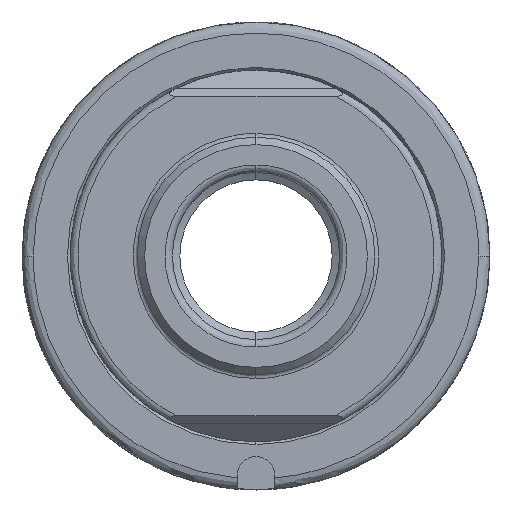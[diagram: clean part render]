
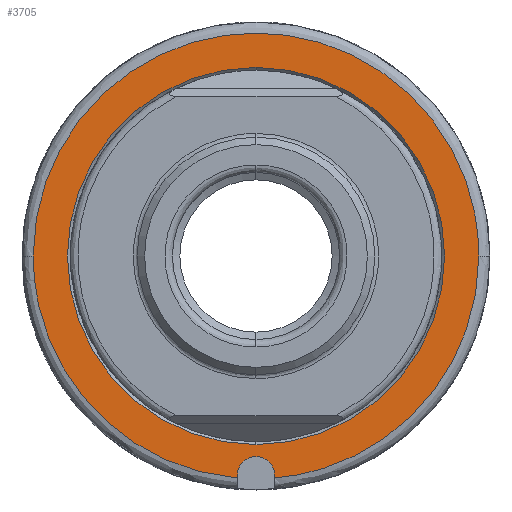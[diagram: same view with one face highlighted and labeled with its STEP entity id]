
A CAD part, left-side view. The second image highlights one B-rep face of the part: STEP entity #3705.
In plain terms, the highlighted planar face has unit normal (-1, 0, 0).
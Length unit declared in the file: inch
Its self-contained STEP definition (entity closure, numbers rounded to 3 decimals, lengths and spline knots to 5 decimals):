
#28 = EDGE_CURVE ( 'NONE', #9495, #8967, #1824, .T. ) ;
#75 = EDGE_CURVE ( 'NONE', #8765, #8617, #4701, .T. ) ;
#278 = VERTEX_POINT ( 'NONE', #895 ) ;
#303 = CARTESIAN_POINT ( 'NONE',  ( 0., 1.24016, -0.09843 ) ) ;
#372 = VERTEX_POINT ( 'NONE', #2947 ) ;
#383 = AXIS2_PLACEMENT_3D ( 'NONE', #5883, #8957, #2120 ) ;
#442 = ORIENTED_EDGE ( 'NONE', *, *, #28, .T. ) ;
#452 = CARTESIAN_POINT ( 'NONE',  ( 0., 1.17699, 0.09843 ) ) ;
#650 = CARTESIAN_POINT ( 'NONE',  ( 0., 0.64694, -1.1811 ) ) ;
#810 = EDGE_CURVE ( 'NONE', #8617, #8765, #1675, .T. ) ;
#838 = DIRECTION ( 'NONE',  ( 0., -1., 0. ) ) ;
#895 = CARTESIAN_POINT ( 'NONE',  ( 0., 1.17699, 0.09843 ) ) ;
#1313 = DIRECTION ( 'NONE',  ( 1., 0., 0. ) ) ;
#1326 = AXIS2_PLACEMENT_3D ( 'NONE', #6799, #9073, #838 ) ;
#1370 = CARTESIAN_POINT ( 'NONE',  ( 0., -0.69187, 1.1811 ) ) ;
#1466 = CARTESIAN_POINT ( 'NONE',  ( 0., 0., -1.1811 ) ) ;
#1675 = CIRCLE ( 'NONE', #9004, 0.99953 ) ;
#1824 = CIRCLE ( 'NONE', #5177, 0.09843 ) ;
#1875 = CARTESIAN_POINT ( 'NONE',  ( 0., -0.99953, 0. ) ) ;
#1879 = CARTESIAN_POINT ( 'NONE',  ( 0., 1.24016, 0.09843 ) ) ;
#1888 = EDGE_CURVE ( 'NONE', #372, #9446, #9475, .T. ) ;
#1983 = DIRECTION ( 'NONE',  ( 0., 0., -1. ) ) ;
#2120 = DIRECTION ( 'NONE',  ( 0., -1., 0. ) ) ;
#2383 = FACE_OUTER_BOUND ( 'NONE', #8606, .T. ) ;
#2818 = CARTESIAN_POINT ( 'NONE',  ( 0., 1.16142, -0.09843 ) ) ;
#2910 = CARTESIAN_POINT ( 'NONE',  ( 0., 1.17699, -0.09843 ) ) ;
#2913 = CARTESIAN_POINT ( 'NONE',  ( 0., 0., 0. ) ) ;
#2947 = CARTESIAN_POINT ( 'NONE',  ( 0., 0., -1.1811 ) ) ;
#3277 = EDGE_CURVE ( 'NONE', #278, #9495, #4232, .T. ) ;
#3307 = LINE ( 'NONE', #303, #8780 ) ;
#3389 = EDGE_LOOP ( 'NONE', ( #9324, #4402 ) ) ;
#3652 =( BOUNDED_CURVE ( )  B_SPLINE_CURVE ( 3, ( #9628, #1370, #8874, #9062, #8915, #5145, #1466 ),
 .UNSPECIFIED., .F., .F. ) 
 B_SPLINE_CURVE_WITH_KNOTS ( ( 4, 3, 4 ),
 ( 0., 0.33934, 0.67868 ),
 .UNSPECIFIED. ) 
 CURVE ( )  GEOMETRIC_REPRESENTATION_ITEM ( )  RATIONAL_B_SPLINE_CURVE ( ( 1., 0.805, 0.805, 1., 0.805, 0.805, 1. ) ) 
 REPRESENTATION_ITEM ( '' )  );
#3661 = CARTESIAN_POINT ( 'NONE',  ( 0., 1.12308, -0.74312 ) ) ;
#3705 = ADVANCED_FACE ( 'NONE', ( #4495, #2383 ), #7630, .T. ) ;
#3710 = CARTESIAN_POINT ( 'NONE',  ( 0., 0., -1.1811 ) ) ;
#4008 = CARTESIAN_POINT ( 'NONE',  ( 0., 0.99953, 0. ) ) ;
#4035 = VERTEX_POINT ( 'NONE', #5024 ) ;
#4141 = ORIENTED_EDGE ( 'NONE', *, *, #5746, .F. ) ;
#4232 = LINE ( 'NONE', #1879, #9355 ) ;
#4286 = DIRECTION ( 'NONE',  ( 0., -1., 0. ) ) ;
#4402 = ORIENTED_EDGE ( 'NONE', *, *, #75, .T. ) ;
#4495 = FACE_BOUND ( 'NONE', #3389, .T. ) ;
#4701 = CIRCLE ( 'NONE', #383, 0.99953 ) ;
#4839 = DIRECTION ( 'NONE',  ( 0., -1., 0. ) ) ;
#5024 = CARTESIAN_POINT ( 'NONE',  ( 0., 0., 1.1811 ) ) ;
#5053 = EDGE_CURVE ( 'NONE', #278, #4035, #6673, .T. ) ;
#5073 = CARTESIAN_POINT ( 'NONE',  ( 0., 0.64694, 1.1811 ) ) ;
#5145 = CARTESIAN_POINT ( 'NONE',  ( 0., -0.69187, -1.1811 ) ) ;
#5177 = AXIS2_PLACEMENT_3D ( 'NONE', #8866, #9901, #1983 ) ;
#5308 = CARTESIAN_POINT ( 'NONE',  ( 0., 1.17699, -0.09843 ) ) ;
#5624 = CARTESIAN_POINT ( 'NONE',  ( 0., 1.16142, 0.09843 ) ) ;
#5728 = CARTESIAN_POINT ( 'NONE',  ( 0., 1.12308, 0.74312 ) ) ;
#5746 = EDGE_CURVE ( 'NONE', #4035, #372, #3652, .T. ) ;
#5875 = ORIENTED_EDGE ( 'NONE', *, *, #5053, .F. ) ;
#5883 = CARTESIAN_POINT ( 'NONE',  ( 0., 0., 0. ) ) ;
#6517 = ORIENTED_EDGE ( 'NONE', *, *, #1888, .F. ) ;
#6673 =( BOUNDED_CURVE ( )  B_SPLINE_CURVE ( 3, ( #452, #5728, #5073, #8008 ),
 .UNSPECIFIED., .F., .F. ) 
 B_SPLINE_CURVE_WITH_KNOTS ( ( 4, 4 ),
 ( 0., 1. ),
 .UNSPECIFIED. ) 
 CURVE ( )  GEOMETRIC_REPRESENTATION_ITEM ( )  RATIONAL_B_SPLINE_CURVE ( ( 1., 0.824, 0.824, 1. ) ) 
 REPRESENTATION_ITEM ( '' )  );
#6799 = CARTESIAN_POINT ( 'NONE',  ( 0., 1.24016, 0. ) ) ;
#7630 = PLANE ( 'NONE',  #1326 ) ;
#8008 = CARTESIAN_POINT ( 'NONE',  ( 0., 0., 1.1811 ) ) ;
#8606 = EDGE_LOOP ( 'NONE', ( #4141, #5875, #9876, #442, #8720, #6517 ) ) ;
#8617 = VERTEX_POINT ( 'NONE', #1875 ) ;
#8720 = ORIENTED_EDGE ( 'NONE', *, *, #8857, .T. ) ;
#8765 = VERTEX_POINT ( 'NONE', #4008 ) ;
#8780 = VECTOR ( 'NONE', #8913, 39.37008 ) ;
#8857 = EDGE_CURVE ( 'NONE', #8967, #9446, #3307, .T. ) ;
#8866 = CARTESIAN_POINT ( 'NONE',  ( 0., 1.16142, 0. ) ) ;
#8874 = CARTESIAN_POINT ( 'NONE',  ( 0., -1.1811, 0.69187 ) ) ;
#8913 = DIRECTION ( 'NONE',  ( 0., 1., 0. ) ) ;
#8915 = CARTESIAN_POINT ( 'NONE',  ( 0., -1.1811, -0.69187 ) ) ;
#8957 = DIRECTION ( 'NONE',  ( 1., 0., 0. ) ) ;
#8967 = VERTEX_POINT ( 'NONE', #2818 ) ;
#9004 = AXIS2_PLACEMENT_3D ( 'NONE', #2913, #1313, #4286 ) ;
#9062 = CARTESIAN_POINT ( 'NONE',  ( 0., -1.1811, 0. ) ) ;
#9073 = DIRECTION ( 'NONE',  ( -1., 0., 0. ) ) ;
#9324 = ORIENTED_EDGE ( 'NONE', *, *, #810, .T. ) ;
#9355 = VECTOR ( 'NONE', #4839, 39.37008 ) ;
#9446 = VERTEX_POINT ( 'NONE', #5308 ) ;
#9475 =( BOUNDED_CURVE ( )  B_SPLINE_CURVE ( 3, ( #3710, #650, #3661, #2910 ),
 .UNSPECIFIED., .F., .F. ) 
 B_SPLINE_CURVE_WITH_KNOTS ( ( 4, 4 ),
 ( 0.67868, 1. ),
 .UNSPECIFIED. ) 
 CURVE ( )  GEOMETRIC_REPRESENTATION_ITEM ( )  RATIONAL_B_SPLINE_CURVE ( ( 1., 0.824, 0.824, 1. ) ) 
 REPRESENTATION_ITEM ( '' )  );
#9495 = VERTEX_POINT ( 'NONE', #5624 ) ;
#9628 = CARTESIAN_POINT ( 'NONE',  ( 0., 0., 1.1811 ) ) ;
#9876 = ORIENTED_EDGE ( 'NONE', *, *, #3277, .T. ) ;
#9901 = DIRECTION ( 'NONE',  ( 1., 0., 0. ) ) ;
